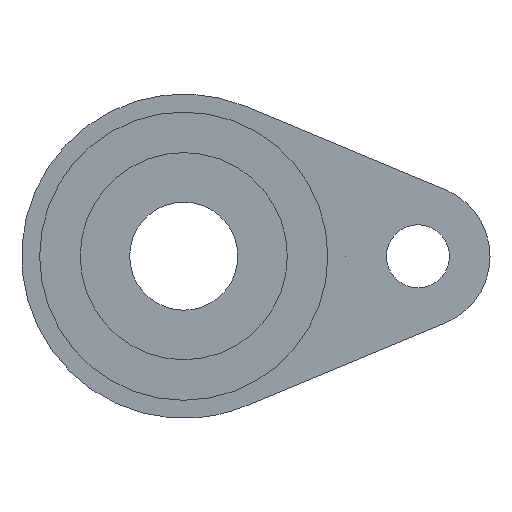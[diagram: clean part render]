
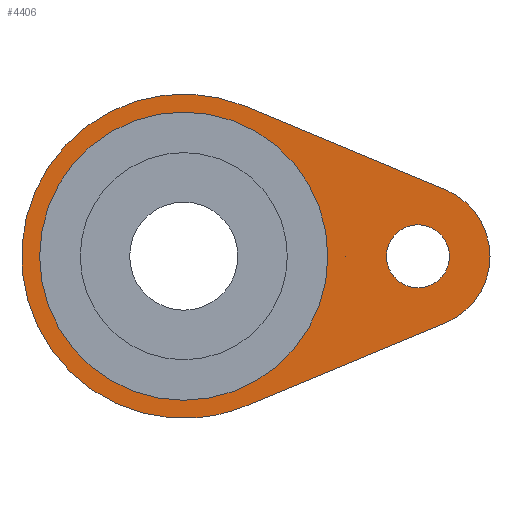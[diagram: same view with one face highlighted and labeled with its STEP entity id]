
A CAD part, front view. The second image highlights one B-rep face of the part: STEP entity #4406.
In plain terms, the highlighted planar face has unit normal (0, -1, 0).
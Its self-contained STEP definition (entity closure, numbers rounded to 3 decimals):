
#28=CIRCLE('',#4470,8.);
#37=CIRCLE('',#4485,8.);
#38=CIRCLE('',#4486,18.);
#39=CIRCLE('',#4487,18.);
#40=CIRCLE('',#4488,18.);
#41=CIRCLE('',#4489,3.5);
#42=CIRCLE('',#4490,16.);
#55=FACE_BOUND('',#566,.T.);
#56=FACE_BOUND('',#567,.T.);
#57=FACE_BOUND('',#568,.T.);
#96=PLANE('',#4484);
#323=FACE_OUTER_BOUND('',#565,.T.);
#565=EDGE_LOOP('',(#3861,#3862,#3863,#3864,#3865,#3866));
#566=EDGE_LOOP('',(#3867,#3868));
#567=EDGE_LOOP('',(#3869));
#568=EDGE_LOOP('',(#3870));
#864=LINE('',#8631,#1153);
#865=LINE('',#8635,#1154);
#866=LINE('',#8638,#1155);
#1153=VECTOR('',#4889,10.);
#1154=VECTOR('',#4892,10.);
#1155=VECTOR('',#4895,10.);
#1954=VERTEX_POINT('',#8592);
#1955=VERTEX_POINT('',#8594);
#1967=VERTEX_POINT('',#8627);
#1968=VERTEX_POINT('',#8628);
#1969=VERTEX_POINT('',#8630);
#1970=VERTEX_POINT('',#8632);
#1971=VERTEX_POINT('',#8634);
#1972=VERTEX_POINT('',#8636);
#1973=VERTEX_POINT('',#8640);
#1974=VERTEX_POINT('',#8642);
#2616=EDGE_CURVE('',#1954,#1955,#28,.T.);
#2631=EDGE_CURVE('',#1967,#1968,#37,.T.);
#2632=EDGE_CURVE('',#1967,#1969,#864,.T.);
#2633=EDGE_CURVE('',#1970,#1969,#38,.T.);
#2634=EDGE_CURVE('',#1970,#1971,#865,.T.);
#2635=EDGE_CURVE('',#1972,#1971,#39,.T.);
#2636=EDGE_CURVE('',#1968,#1972,#866,.T.);
#2637=EDGE_CURVE('',#1955,#1954,#40,.T.);
#2638=EDGE_CURVE('',#1973,#1973,#41,.T.);
#2639=EDGE_CURVE('',#1974,#1974,#42,.T.);
#3861=ORIENTED_EDGE('',*,*,#2631,.F.);
#3862=ORIENTED_EDGE('',*,*,#2632,.T.);
#3863=ORIENTED_EDGE('',*,*,#2633,.F.);
#3864=ORIENTED_EDGE('',*,*,#2634,.T.);
#3865=ORIENTED_EDGE('',*,*,#2635,.F.);
#3866=ORIENTED_EDGE('',*,*,#2636,.F.);
#3867=ORIENTED_EDGE('',*,*,#2616,.F.);
#3868=ORIENTED_EDGE('',*,*,#2637,.F.);
#3869=ORIENTED_EDGE('',*,*,#2638,.F.);
#3870=ORIENTED_EDGE('',*,*,#2639,.T.);
#4406=ADVANCED_FACE('',(#323,#55,#56,#57),#96,.F.);
#4470=AXIS2_PLACEMENT_3D('',#8595,#4851,#4852);
#4484=AXIS2_PLACEMENT_3D('',#8626,#4885,#4886);
#4485=AXIS2_PLACEMENT_3D('',#8629,#4887,#4888);
#4486=AXIS2_PLACEMENT_3D('',#8633,#4890,#4891);
#4487=AXIS2_PLACEMENT_3D('',#8637,#4893,#4894);
#4488=AXIS2_PLACEMENT_3D('',#8639,#4896,#4897);
#4489=AXIS2_PLACEMENT_3D('',#8641,#4898,#4899);
#4490=AXIS2_PLACEMENT_3D('',#8643,#4900,#4901);
#4851=DIRECTION('center_axis',(0.,-1.,0.));
#4852=DIRECTION('ref_axis',(-1.,0.,0.));
#4885=DIRECTION('center_axis',(0.,1.,0.));
#4886=DIRECTION('ref_axis',(-1.,0.,0.));
#4887=DIRECTION('center_axis',(0.,1.,0.));
#4888=DIRECTION('ref_axis',(-1.,0.,0.));
#4889=DIRECTION('',(-0.923,0.,0.385));
#4890=DIRECTION('center_axis',(0.,1.,0.));
#4891=DIRECTION('ref_axis',(-1.,0.,0.));
#4892=DIRECTION('',(0.995,0.,0.1));
#4893=DIRECTION('center_axis',(0.,1.,0.));
#4894=DIRECTION('ref_axis',(-1.,0.,0.));
#4895=DIRECTION('',(-0.923,0.,-0.384));
#4896=DIRECTION('center_axis',(0.,-1.,0.));
#4897=DIRECTION('ref_axis',(-1.,0.,0.));
#4898=DIRECTION('center_axis',(0.,-1.,0.));
#4899=DIRECTION('ref_axis',(-1.,0.,0.));
#4900=DIRECTION('center_axis',(0.,1.,0.));
#4901=DIRECTION('ref_axis',(-1.,0.,0.));
#8592=CARTESIAN_POINT('',(18.,11.,0.008));
#8594=CARTESIAN_POINT('',(18.,11.,-0.03));
#8595=CARTESIAN_POINT('Origin',(26.,11.,-0.016));
#8626=CARTESIAN_POINT('Origin',(8.,11.,0.));
#8627=CARTESIAN_POINT('',(29.081,11.,7.367));
#8628=CARTESIAN_POINT('',(29.067,11.,-7.405));
#8629=CARTESIAN_POINT('Origin',(26.,11.,-0.016));
#8630=CARTESIAN_POINT('',(6.933,11.,16.611));
#8631=CARTESIAN_POINT('',(29.081,11.,7.367));
#8632=CARTESIAN_POINT('',(1.588,11.,-17.93));
#8633=CARTESIAN_POINT('Origin',(0.,11.,0.));
#8634=CARTESIAN_POINT('',(2.002,11.,-17.888));
#8635=CARTESIAN_POINT('',(1.588,11.,-17.93));
#8636=CARTESIAN_POINT('',(6.913,11.,-16.62));
#8637=CARTESIAN_POINT('Origin',(0.,11.,0.));
#8638=CARTESIAN_POINT('',(29.081,11.,-7.399));
#8639=CARTESIAN_POINT('Origin',(0.,11.,0.));
#8640=CARTESIAN_POINT('',(29.5,11.,-0.016));
#8641=CARTESIAN_POINT('Origin',(26.,11.,-0.016));
#8642=CARTESIAN_POINT('',(16.,11.,0.));
#8643=CARTESIAN_POINT('Origin',(0.,11.,0.));
